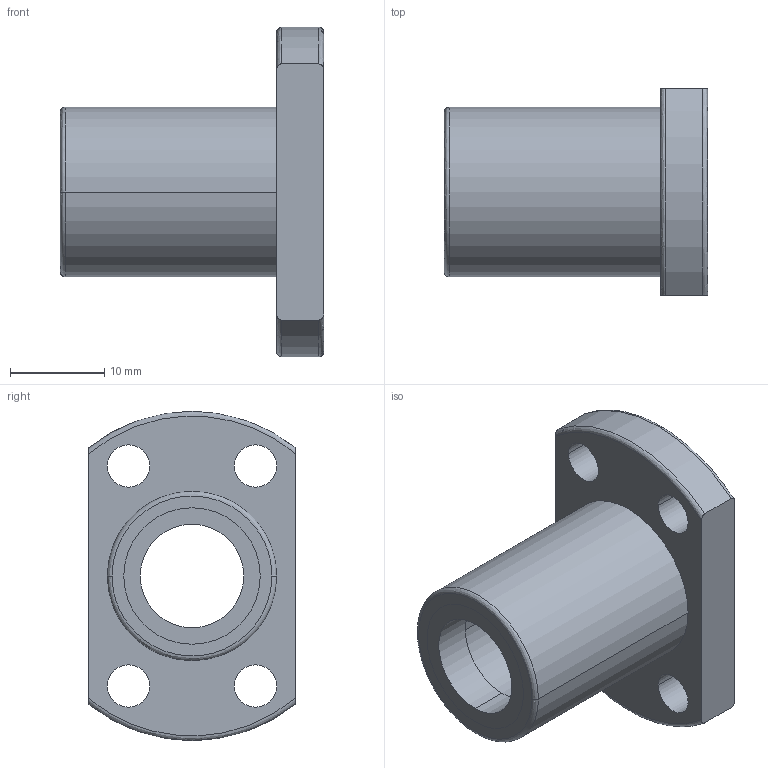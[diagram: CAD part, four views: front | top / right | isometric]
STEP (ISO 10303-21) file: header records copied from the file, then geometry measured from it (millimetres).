
FILE_DESCRIPTION (( 'STEP AP214' ), '1' );
FILE_NAME ('SFK01002.STEP', '2018-07-10T13:21:22', ( '' ), ( '' ), 'SwSTEP 2.0', 'SolidWorks 2017', '' );
FILE_SCHEMA (( 'AUTOMOTIVE_DESIGN' ));
Length unit declared in the file: millimetre
Products named in the file (1): SFK01002
Bounding box: 28 x 22 x 35 mm (x, y, z)
Volume: 6444.9 mm3; surface area: 5151.4 mm2
Topology: 3 solids, 3 shells, 43 faces, 100 edges, 66 vertices
Faces by surface type: cylinder 26, plane 11, bspline 6
Entity records: 1528 total; most frequent: CARTESIAN_POINT 462, DIRECTION 216, ORIENTED_EDGE 200, EDGE_CURVE 100, AXIS2_PLACEMENT_3D 92, VERTEX_POINT 66, EDGE_LOOP 60, CIRCLE 54
